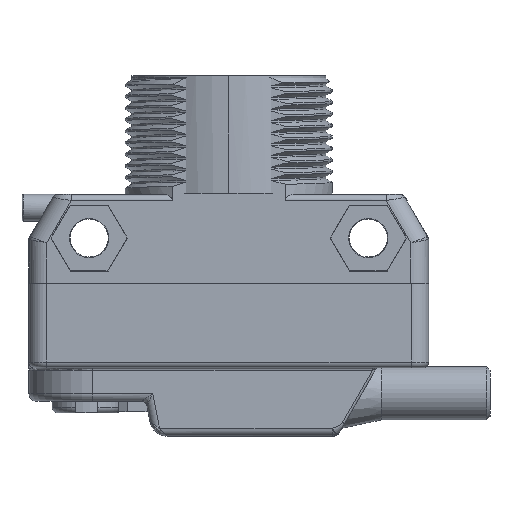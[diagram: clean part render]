
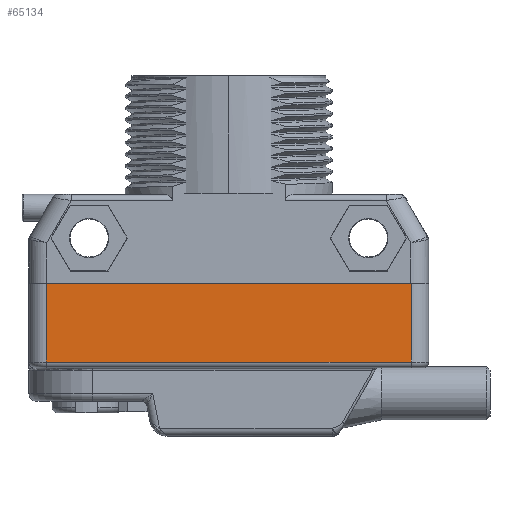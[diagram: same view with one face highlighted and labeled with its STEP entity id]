
A CAD part, left-side view. The second image highlights one B-rep face of the part: STEP entity #65134.
In plain terms, the highlighted planar face has unit normal (-1, 0, 0).
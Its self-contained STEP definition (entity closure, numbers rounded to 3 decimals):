
#59053=DIRECTION('',(0.,1.,0.));
#59054=VECTOR('',#59053,31.5);
#59055=CARTESIAN_POINT('',(-7.5,1.5,0.));
#59056=LINE('',#59055,#59054);
#59102=DIRECTION('',(0.,0.,1.));
#59103=VECTOR('',#59102,6.8);
#59104=CARTESIAN_POINT('',(-7.5,33.,-6.8));
#59105=LINE('',#59104,#59103);
#60446=DIRECTION('',(0.,1.,0.));
#60447=VECTOR('',#60446,31.5);
#60448=CARTESIAN_POINT('',(-7.5,1.5,-6.8));
#60449=LINE('',#60448,#60447);
#60455=DIRECTION('',(0.,0.,-1.));
#60456=VECTOR('',#60455,6.8);
#60457=CARTESIAN_POINT('',(-7.5,1.5,0.));
#60458=LINE('',#60457,#60456);
#61870=CARTESIAN_POINT('',(-7.5,33.,0.));
#61872=VERTEX_POINT('',#61870);
#61877=CARTESIAN_POINT('',(-7.5,1.5,0.));
#61878=VERTEX_POINT('',#61877);
#62386=CARTESIAN_POINT('',(-7.5,33.,-6.8));
#62387=VERTEX_POINT('',#62386);
#62390=CARTESIAN_POINT('',(-7.5,1.5,-6.8));
#62391=VERTEX_POINT('',#62390);
#65122=CARTESIAN_POINT('',(-7.5,0.,-13.2));
#65123=DIRECTION('',(-1.,0.,0.));
#65124=DIRECTION('',(0.,0.,1.));
#65125=AXIS2_PLACEMENT_3D('',#65122,#65123,#65124);
#65126=PLANE('',#65125);
#65127=ORIENTED_EDGE('',*,*,#65116,.T.);
#65128=ORIENTED_EDGE('',*,*,#62772,.T.);
#65129=ORIENTED_EDGE('',*,*,#62739,.F.);
#65131=ORIENTED_EDGE('',*,*,#65130,.T.);
#65132=EDGE_LOOP('',(#65127,#65128,#65129,#65131));
#65133=FACE_OUTER_BOUND('',#65132,.F.);
#65134=ADVANCED_FACE('',(#65133),#65126,.T.);
#62739=EDGE_CURVE('',#61878,#61872,#59056,.T.);
#62772=EDGE_CURVE('',#62387,#61872,#59105,.T.);
#65116=EDGE_CURVE('',#62391,#62387,#60449,.T.);
#65130=EDGE_CURVE('',#61878,#62391,#60458,.T.);
